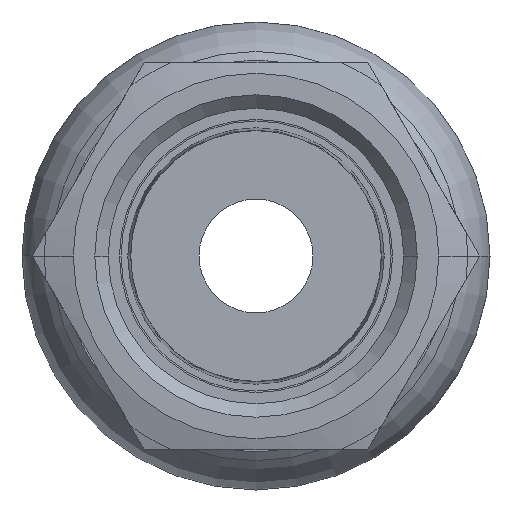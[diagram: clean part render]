
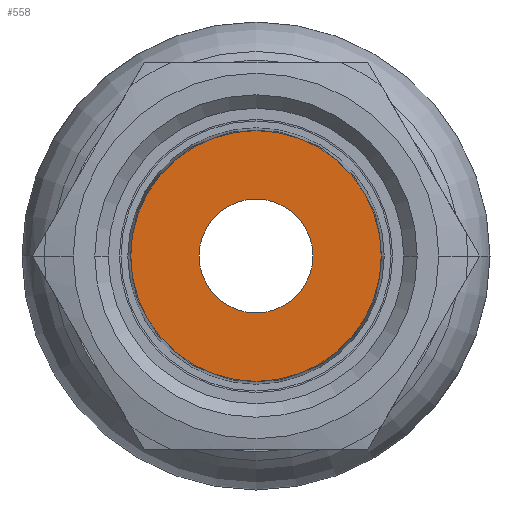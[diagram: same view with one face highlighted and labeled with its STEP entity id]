
A CAD part, left-side view. The second image highlights one B-rep face of the part: STEP entity #558.
In plain terms, the highlighted planar face has unit normal (-1, 0, 0).
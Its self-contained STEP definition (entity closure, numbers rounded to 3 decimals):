
#1=CARTESIAN_POINT('',(-20.7,0.,0.));
#2=DIRECTION('',(1.,0.,0.));
#3=DIRECTION('',(0.,1.,0.));
#4=AXIS2_PLACEMENT_3D('',#1,#2,#3);
#6=CARTESIAN_POINT('',(-20.7,0.,0.));
#7=DIRECTION('',(1.,0.,0.));
#8=DIRECTION('',(0.,-1.,0.));
#9=AXIS2_PLACEMENT_3D('',#6,#7,#8);
#11=CARTESIAN_POINT('',(-20.7,0.,0.));
#12=DIRECTION('',(-1.,0.,0.));
#13=DIRECTION('',(0.,-1.,0.));
#14=AXIS2_PLACEMENT_3D('',#11,#12,#13);
#16=CARTESIAN_POINT('',(-20.7,0.,0.));
#17=DIRECTION('',(-1.,0.,0.));
#18=DIRECTION('',(0.,1.,0.));
#19=AXIS2_PLACEMENT_3D('',#16,#17,#18);
#461=CARTESIAN_POINT('',(-20.7,4.627,0.));
#462=CARTESIAN_POINT('',(-20.7,-4.627,0.));
#463=VERTEX_POINT('',#461);
#464=VERTEX_POINT('',#462);
#493=CARTESIAN_POINT('',(-20.7,-2.1,0.));
#494=CARTESIAN_POINT('',(-20.7,2.1,0.));
#495=VERTEX_POINT('',#493);
#496=VERTEX_POINT('',#494);
#541=CARTESIAN_POINT('',(-20.7,0.,0.));
#542=DIRECTION('',(1.,0.,0.));
#543=DIRECTION('',(0.,-1.,0.));
#544=AXIS2_PLACEMENT_3D('',#541,#542,#543);
#545=PLANE('',#544);
#547=ORIENTED_EDGE('',*,*,#546,.T.);
#549=ORIENTED_EDGE('',*,*,#548,.T.);
#550=EDGE_LOOP('',(#547,#549));
#551=FACE_OUTER_BOUND('',#550,.F.);
#553=ORIENTED_EDGE('',*,*,#552,.T.);
#555=ORIENTED_EDGE('',*,*,#554,.T.);
#556=EDGE_LOOP('',(#553,#555));
#557=FACE_BOUND('',#556,.F.);
#558=ADVANCED_FACE('',(#551,#557),#545,.F.);
#5=CIRCLE('',#4,4.627);
#10=CIRCLE('',#9,4.627);
#15=CIRCLE('',#14,2.1);
#20=CIRCLE('',#19,2.1);
#546=EDGE_CURVE('',#463,#464,#5,.T.);
#548=EDGE_CURVE('',#464,#463,#10,.T.);
#552=EDGE_CURVE('',#495,#496,#15,.T.);
#554=EDGE_CURVE('',#496,#495,#20,.T.);
